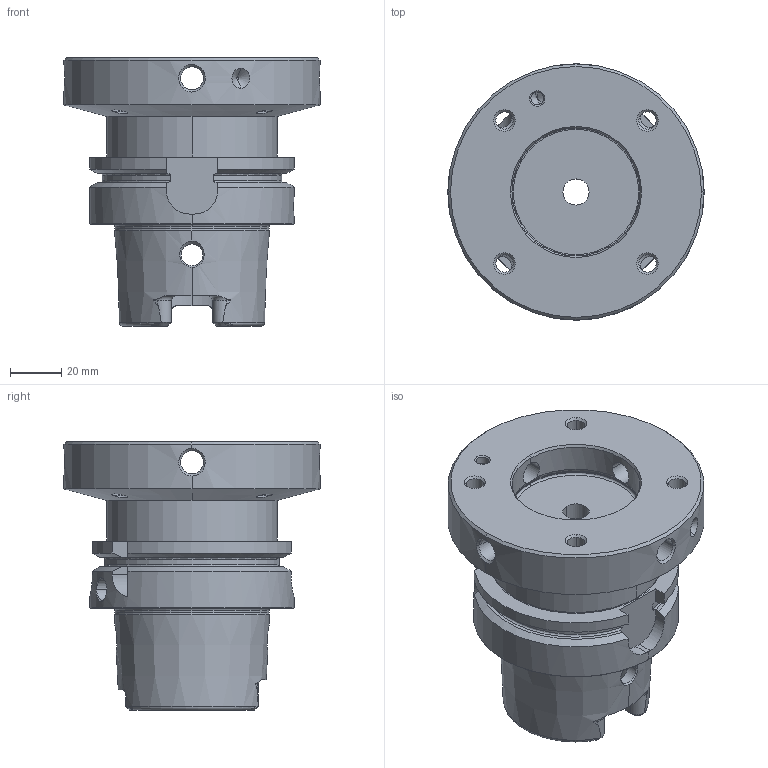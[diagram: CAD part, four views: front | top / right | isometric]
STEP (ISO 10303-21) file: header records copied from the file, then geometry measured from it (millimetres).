
FILE_DESCRIPTION((''),'2;1');
FILE_NAME('606403488-000-02-E43','2023-01-11T11:46:06',('rufa'),(''),'CREO PARAMETRIC BY PTC INC, 2021184','CREO PARAMETRIC BY PTC INC, 2021184','');
FILE_SCHEMA(('AP242_MANAGED_MODEL_BASED_3D_ENGINEERING_MIM_LF { 1 0 10303 442 1 1 4 }'));
Length unit declared in the file: millimetre
Products named in the file (1): 606403488-000-02-E43
Bounding box: 100 x 100 x 104.9 mm (x, y, z)
Volume: 322863.6 mm3; surface area: 58067.8 mm2
Topology: 1 solids, 1 shells, 215 faces, 560 edges, 344 vertices
Faces by surface type: cone 70, cylinder 69, plane 50, torus 26
Entity records: 11431 total; most frequent: CARTESIAN_POINT 4467, ORIENTED_EDGE 1112, DIRECTION 1072, PRESENTATION_STYLE_ASSIGNMENT 560, STYLED_ITEM 560, CURVE_STYLE 559, EDGE_CURVE 556, AXIS2_PLACEMENT_3D 437
